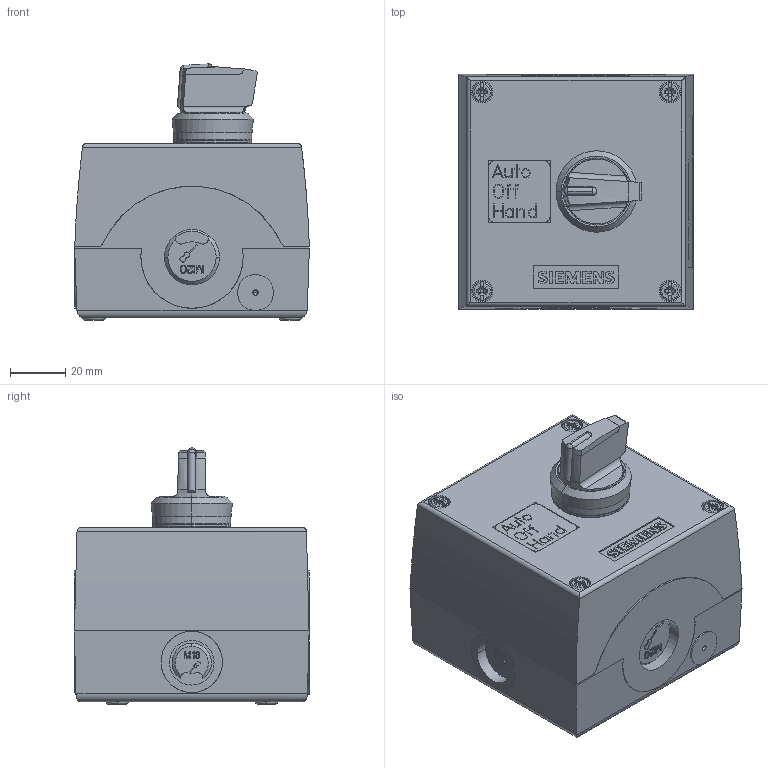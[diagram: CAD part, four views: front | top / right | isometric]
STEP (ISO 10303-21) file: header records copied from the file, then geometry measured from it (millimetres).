
FILE_DESCRIPTION(('STEP AP214'),'1');
FILE_NAME('cctmp_EDF5B865-D823-4E9C-B9BD-ADABD3500B86_2023_07_21_16_27_04_0293..stp','2023-07-21T14:27:05',('SIEMENS A&D'),('CADClick - www.CADClick.com'),'Spatial InterOp 3D postprocessed',' ','unknown authorization');
FILE_SCHEMA(('AUTOMOTIVE_DESIGN'));
Length unit declared in the file: millimetre
Products named in the file (3): cc_unnamed; 2023_07_21_16_27_04_0216; 2023_07_21_16_27_04_0212
Assembly tree (2 placements, depth 2):
  cc_unnamed
    2023_07_21_16_27_04_0216
    2023_07_21_16_27_04_0212
Bounding box: 85.06 x 85.2 x 92.8 mm (x, y, z)
Volume: 413781.3 mm3; surface area: 61105.1 mm2
Topology: 2 solids, 4 shells, 1733 faces, 4798 edges, 3177 vertices
Faces by surface type: plane 1250, cylinder 319, extrusion 90, cone 46, torus 18, bspline 6, sphere 4
Entity records: 69258 total; most frequent: CARTESIAN_POINT 15234, ORIENTED_EDGE 9584, DIRECTION 8362, EDGE_CURVE 4792, VECTOR 3696, LINE 3606, VERTEX_POINT 3177, STYLED_ITEM 2919
